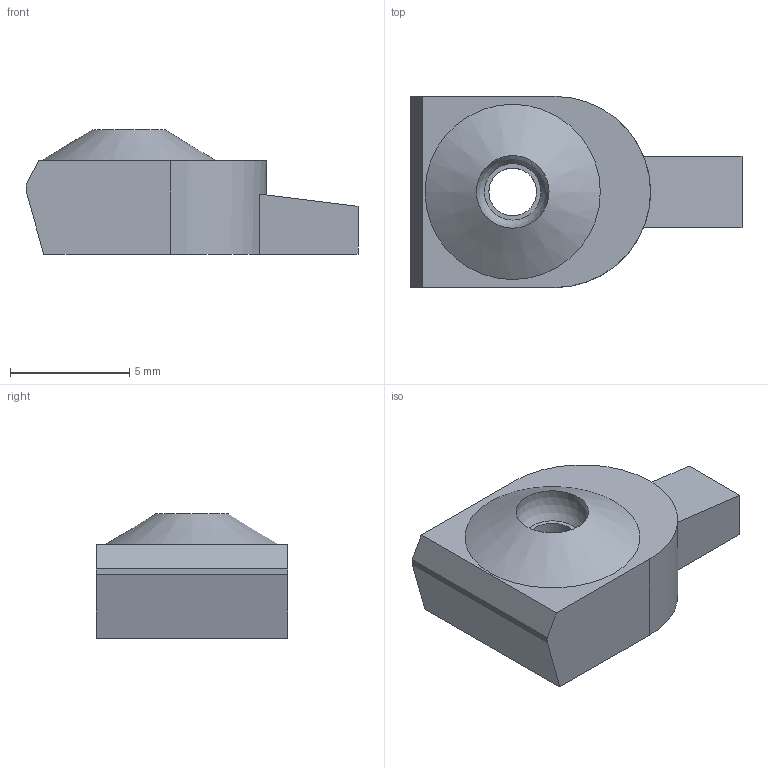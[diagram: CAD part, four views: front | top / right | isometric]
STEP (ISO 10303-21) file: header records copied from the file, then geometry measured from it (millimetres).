
FILE_DESCRIPTION(('FreeCAD Model'),'2;1');
FILE_NAME('Open CASCADE Shape Model','2025-03-16T19:23:28',(''),(''), 'Open CASCADE STEP processor 7.8','FreeCAD','Unknown');
FILE_SCHEMA(('AUTOMOTIVE_DESIGN { 1 0 10303 214 1 1 1 1 }'));
Length unit declared in the file: millimetre
Products named in the file (1): TrackballSlug
Bounding box: 13.9 x 8 x 5.2 mm (x, y, z)
Volume: 311.9 mm3; surface area: 338.6 mm2
Topology: 1 solids, 1 shells, 16 faces, 40 edges, 27 vertices
Faces by surface type: plane 12, cylinder 2, cone 1, sphere 1
Full cylindrical faces by diameter (mm): 2 x1
Entity records: 508 total; most frequent: CARTESIAN_POINT 84, DIRECTION 84, ORIENTED_EDGE 80, EDGE_CURVE 40, LINE 30, VECTOR 30, AXIS2_PLACEMENT_3D 27, VERTEX_POINT 27
